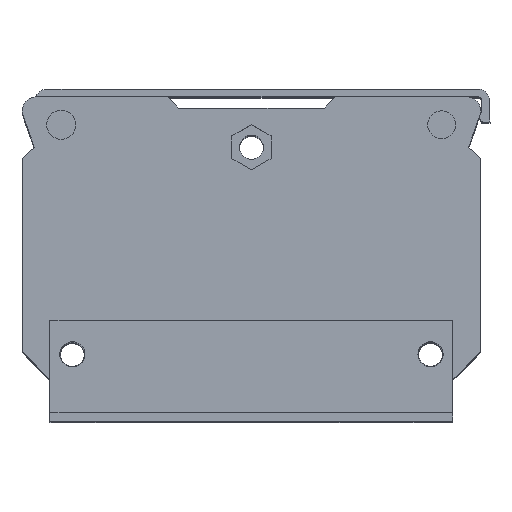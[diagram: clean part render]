
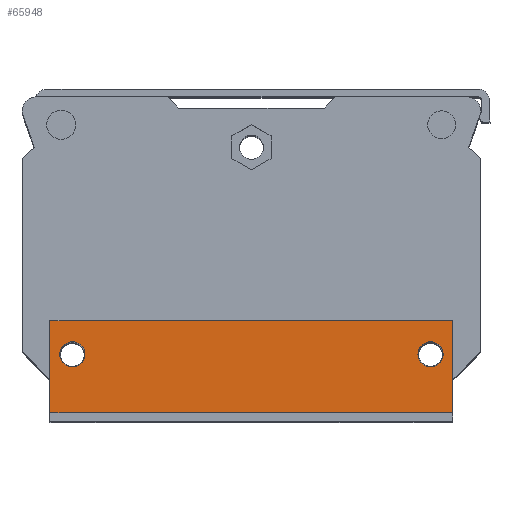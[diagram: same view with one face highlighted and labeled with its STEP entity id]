
A CAD part, top view. The second image highlights one B-rep face of the part: STEP entity #65948.
In plain terms, the highlighted planar face has unit normal (0, 0, 1).
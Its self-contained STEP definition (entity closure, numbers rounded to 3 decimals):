
#52503=DIRECTION('',(0.,-1.,0.));
#52504=VECTOR('',#52503,16.5);
#52505=CARTESIAN_POINT('',(74.791,18.,107.9));
#52506=LINE('',#52505,#52504);
#52507=DIRECTION('',(1.,0.,0.));
#52508=VECTOR('',#52507,72.);
#52509=CARTESIAN_POINT('',(2.791,18.,107.9));
#52510=LINE('',#52509,#52508);
#52511=CARTESIAN_POINT('',(70.791,12.,107.9));
#52512=DIRECTION('',(0.,0.,1.));
#52513=DIRECTION('',(1.,0.,0.));
#52514=AXIS2_PLACEMENT_3D('',#52511,#52512,#52513);
#52516=CARTESIAN_POINT('',(70.791,12.,107.9));
#52517=DIRECTION('',(0.,0.,1.));
#52518=DIRECTION('',(-1.,0.,0.));
#52519=AXIS2_PLACEMENT_3D('',#52516,#52517,#52518);
#52521=CARTESIAN_POINT('',(6.791,12.,107.9));
#52522=DIRECTION('',(0.,0.,1.));
#52523=DIRECTION('',(1.,0.,0.));
#52524=AXIS2_PLACEMENT_3D('',#52521,#52522,#52523);
#52526=CARTESIAN_POINT('',(6.791,12.,107.9));
#52527=DIRECTION('',(0.,0.,1.));
#52528=DIRECTION('',(-1.,0.,0.));
#52529=AXIS2_PLACEMENT_3D('',#52526,#52527,#52528);
#52535=DIRECTION('',(1.,0.,0.));
#52536=VECTOR('',#52535,72.);
#52537=CARTESIAN_POINT('',(2.791,1.5,107.9));
#52538=LINE('',#52537,#52536);
#55179=DIRECTION('',(0.,-1.,0.));
#55180=VECTOR('',#55179,16.5);
#55181=CARTESIAN_POINT('',(2.791,18.,107.9));
#55182=LINE('',#55181,#55180);
#62450=CARTESIAN_POINT('',(74.791,1.5,107.9));
#62451=VERTEX_POINT('',#62450);
#62452=CARTESIAN_POINT('',(74.791,18.,107.9));
#62453=VERTEX_POINT('',#62452);
#62462=CARTESIAN_POINT('',(2.791,18.,107.9));
#62463=VERTEX_POINT('',#62462);
#62464=CARTESIAN_POINT('',(2.791,1.5,107.9));
#62465=VERTEX_POINT('',#62464);
#62466=CARTESIAN_POINT('',(73.041,12.,107.9));
#62467=CARTESIAN_POINT('',(68.541,12.,107.9));
#62468=VERTEX_POINT('',#62466);
#62469=VERTEX_POINT('',#62467);
#62470=CARTESIAN_POINT('',(9.041,12.,107.9));
#62471=CARTESIAN_POINT('',(4.541,12.,107.9));
#62472=VERTEX_POINT('',#62470);
#62473=VERTEX_POINT('',#62471);
#65924=CARTESIAN_POINT('',(38.791,9.75,107.9));
#65925=DIRECTION('',(0.,0.,1.));
#65926=DIRECTION('',(0.,1.,0.));
#65927=AXIS2_PLACEMENT_3D('',#65924,#65925,#65926);
#65928=PLANE('',#65927);
#65929=ORIENTED_EDGE('',*,*,#65762,.T.);
#65931=ORIENTED_EDGE('',*,*,#65930,.F.);
#65933=ORIENTED_EDGE('',*,*,#65932,.F.);
#65935=ORIENTED_EDGE('',*,*,#65934,.T.);
#65936=EDGE_LOOP('',(#65929,#65931,#65933,#65935));
#65937=FACE_OUTER_BOUND('',#65936,.F.);
#65938=ORIENTED_EDGE('',*,*,#65904,.T.);
#65939=ORIENTED_EDGE('',*,*,#65918,.T.);
#65940=EDGE_LOOP('',(#65938,#65939));
#65941=FACE_BOUND('',#65940,.F.);
#65943=ORIENTED_EDGE('',*,*,#65942,.T.);
#65945=ORIENTED_EDGE('',*,*,#65944,.T.);
#65946=EDGE_LOOP('',(#65943,#65945));
#65947=FACE_BOUND('',#65946,.F.);
#52515=CIRCLE('',#52514,2.25);
#52520=CIRCLE('',#52519,2.25);
#52525=CIRCLE('',#52524,2.25);
#52530=CIRCLE('',#52529,2.25);
#65762=EDGE_CURVE('',#62453,#62451,#52506,.T.);
#65904=EDGE_CURVE('',#62468,#62469,#52515,.T.);
#65918=EDGE_CURVE('',#62469,#62468,#52520,.T.);
#65930=EDGE_CURVE('',#62465,#62451,#52538,.T.);
#65932=EDGE_CURVE('',#62463,#62465,#55182,.T.);
#65934=EDGE_CURVE('',#62463,#62453,#52510,.T.);
#65942=EDGE_CURVE('',#62472,#62473,#52525,.T.);
#65944=EDGE_CURVE('',#62473,#62472,#52530,.T.);
#65948=ADVANCED_FACE('',(#65937,#65941,#65947),#65928,.T.);
